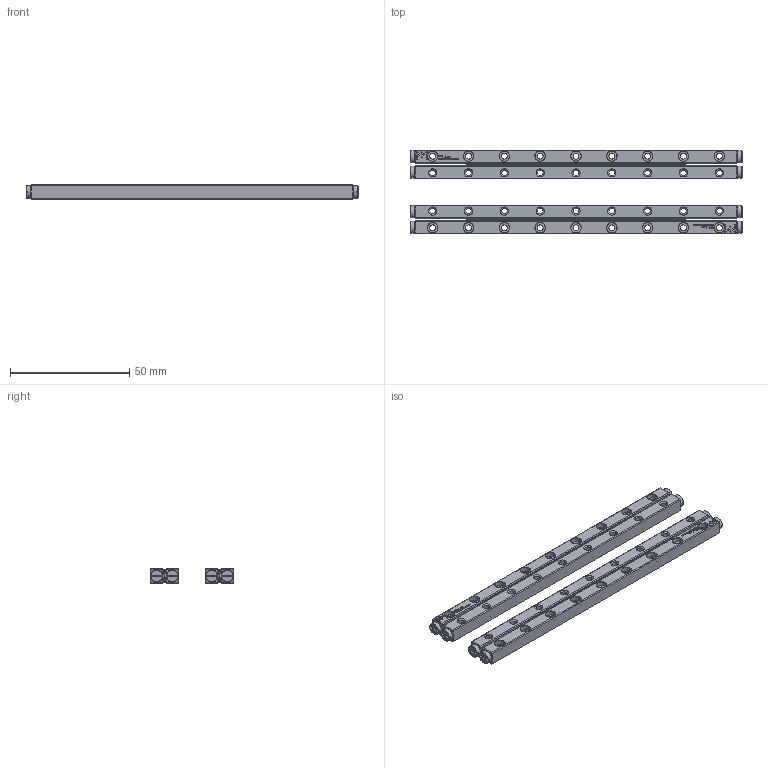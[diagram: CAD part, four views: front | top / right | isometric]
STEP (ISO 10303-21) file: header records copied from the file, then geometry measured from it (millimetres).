
FILE_DESCRIPTION(/* description */ (''),/* implementation_level */ '2;1');
FILE_NAME(/* name */ 'Set RSD-2135x23AA_stp.stp',/* time_stamp */ '2025-02-18T12:09:27+01:00',/* author */ (''),/* organization */ (''),/* preprocessor_version */ 'ST-DEVELOPER v16.7',/* originating_system */ 'SIEMENS PLM Software NX 12.0',/* authorisation */ '');
FILE_SCHEMA (('AUTOMOTIVE_DESIGN { 1 0 10303 214 3 1 1 1 }'));
Products named in the file (1): Set RSD-2135x23AA_stp
Bounding box: 139 x 35 x 6 mm (x, y, z)
Volume: 16146 mm3; surface area: 18424.8 mm2
Topology: 60 solids, 60 shells, 3190 faces, 8352 edges, 5422 vertices
Faces by surface type: plane 1828, cylinder 798, bspline 360, cone 204
Full cylindrical faces by diameter (mm): 2 x46, 2.135 x8, 2.459 x36, 2.5 x8, 2.7 x8, 4.3 x36, 5.2 x8
Entity records: 105151 total; most frequent: CARTESIAN_POINT 21451, ORIENTED_EDGE 15672, DIRECTION 14518, EDGE_CURVE 7836, VERTEX_POINT 5252, LINE 5240, VECTOR 5240, AXIS2_PLACEMENT_3D 4639
